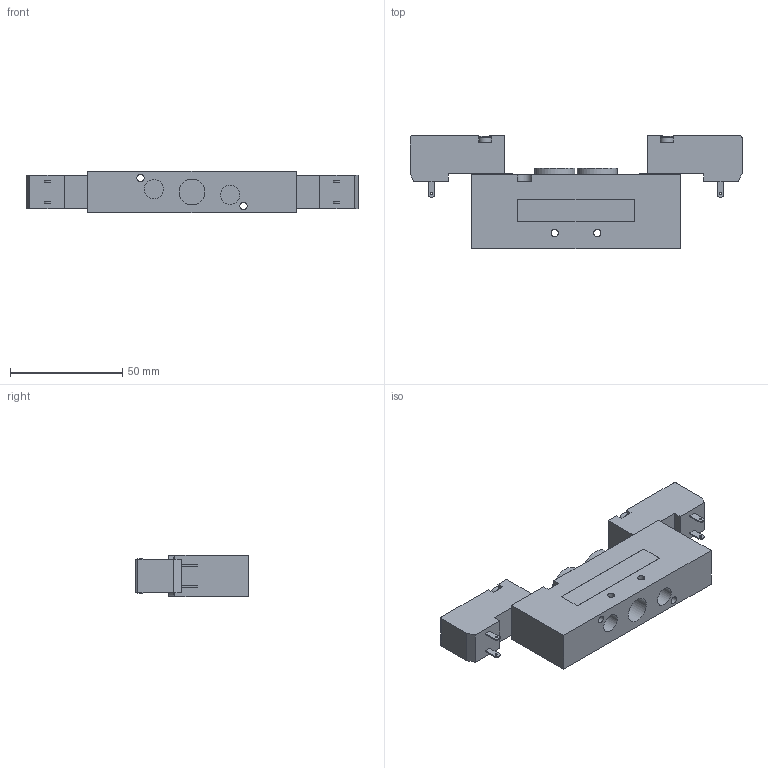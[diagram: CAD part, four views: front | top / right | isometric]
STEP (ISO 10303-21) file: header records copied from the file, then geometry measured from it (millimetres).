
FILE_DESCRIPTION((''),'2;1');
FILE_NAME('2411_52_00_35_1#.stp','2006-01-04T09:24:21',('rivolro1'),(''),'Autodesk Inventor 10','Autodesk Inventor 10','');
FILE_SCHEMA(('AUTOMOTIVE_DESIGN { 1 0 10303 214 1 1 1 1 }'));
Length unit declared in the file: millimetre
Products named in the file (3): 2411_52_00_35_1#; 2411_52_00_35; N33_-R0_
Assembly tree (3 placements, depth 2):
  2411_52_00_35_1#
    2411_52_00_35
    N33_-R0_  x2
Bounding box: 148.2 x 50.7 x 18.5 mm (x, y, z)
Volume: 75933.8 mm3; surface area: 22909.5 mm2
Topology: 5 solids, 5 shells, 238 faces, 583 edges, 388 vertices
Faces by surface type: plane 154, bspline 56, cylinder 26, sphere 2
Full cylindrical faces by diameter (mm): 1 x4, 3 x4, 3.9 x2, 5.8 x2, 18 x2
Entity records: 4521 total; most frequent: CARTESIAN_POINT 1154, DIRECTION 644, ORIENTED_EDGE 632, EDGE_CURVE 316, VERTEX_POINT 228, EDGE_LOOP 220, VECTOR 218, LINE 218
